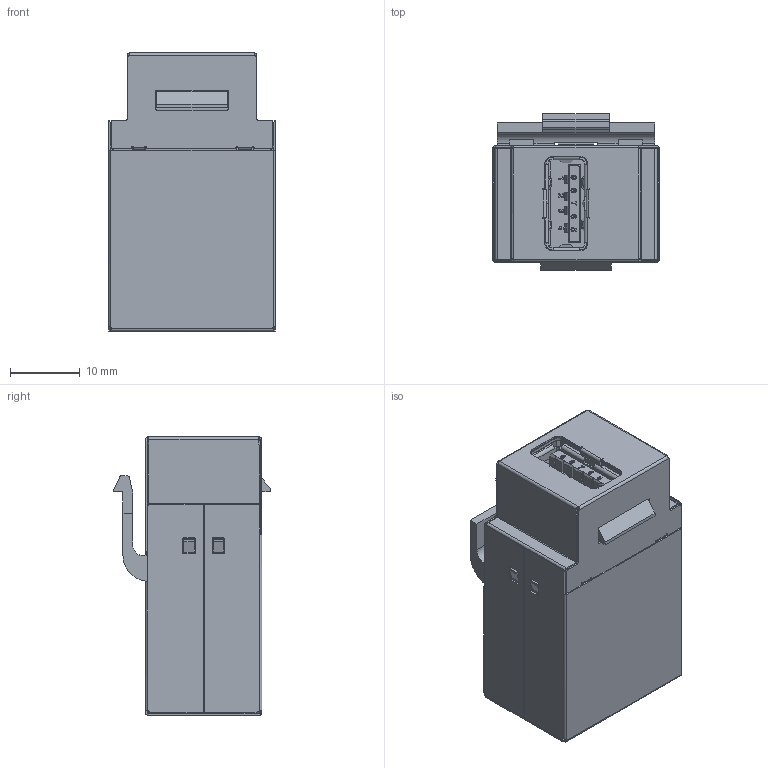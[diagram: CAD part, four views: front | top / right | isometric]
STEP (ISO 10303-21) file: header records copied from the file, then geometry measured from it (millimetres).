
FILE_DESCRIPTION (( 'STEP AP214' ), '1' );
FILE_NAME ('U3KEY-AB-S_3D.step', '2023-03-02T14:22:14', ( '' ), ( '' ), 'SwSTEP 2.0', 'SolidWorks 2022', '' );
FILE_SCHEMA (( 'AUTOMOTIVE_DESIGN' ));
Length unit declared in the file: inch
Products named in the file (9): 1AA05-120_90 deg bend; 1AG02-077_crimped; ECF504-3AB-MA1; U3KEY-AB-S_3D; 1AG02-079_CRIMPED; 1AA05-054_Crimped; 1AG01-333; 1AG01-335; 1BC01-108
Assembly tree (8 placements, depth 3):
  U3KEY-AB-S_3D
    1AG01-333
    ECF504-3AB-MA1
      1BC01-108
      1AA05-054_Crimped
      1AA05-120_90 deg bend
    1AG01-335
    1AG02-077_crimped
    1AG02-079_CRIMPED
Bounding box: 24.1 x 22.5 x 39.97 mm (x, y, z)
Volume: 8532.8 mm3; surface area: 21391.9 mm2
Topology: 16 solids, 16 shells, 3155 faces, 8417 edges, 5430 vertices
Faces by surface type: plane 1929, cylinder 726, bspline 416, torus 48, sphere 24, cone 12
Entity records: 135783 total; most frequent: CARTESIAN_POINT 43714, ORIENTED_EDGE 16786, DIRECTION 14293, EDGE_CURVE 8393, VECTOR 5965, LINE 5965, VERTEX_POINT 5430, AXIS2_PLACEMENT_3D 4164
